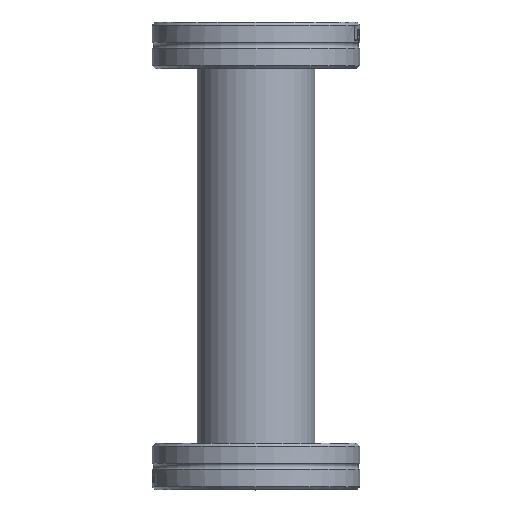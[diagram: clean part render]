
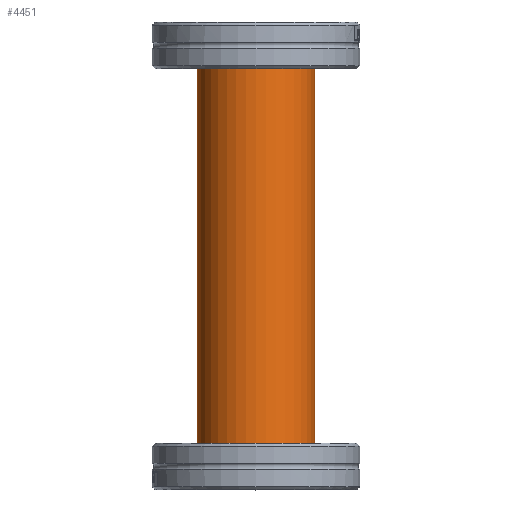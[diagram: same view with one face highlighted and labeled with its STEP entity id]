
A CAD part, top view. The second image highlights one B-rep face of the part: STEP entity #4451.
In plain terms, the highlighted cylindrical face has radius 9.55 mm (diameter 19.1 mm), a full revolution.
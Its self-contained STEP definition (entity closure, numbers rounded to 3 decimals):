
#846=CYLINDRICAL_SURFACE('',#4943,9.55);
#1053=FACE_BOUND('',#1692,.T.);
#1318=FACE_OUTER_BOUND('',#1691,.T.);
#1691=EDGE_LOOP('',(#4146));
#1692=EDGE_LOOP('',(#4147));
#1860=CIRCLE('',#4944,9.55);
#1861=CIRCLE('',#4945,9.55);
#2299=VERTEX_POINT('',#10618);
#2300=VERTEX_POINT('',#10620);
#2916=EDGE_CURVE('',#2299,#2299,#1860,.T.);
#2917=EDGE_CURVE('',#2300,#2300,#1861,.T.);
#4146=ORIENTED_EDGE('',*,*,#2916,.F.);
#4147=ORIENTED_EDGE('',*,*,#2917,.F.);
#4451=ADVANCED_FACE('',(#1318,#1053),#846,.T.);
#4943=AXIS2_PLACEMENT_3D('',#10617,#5966,#5967);
#4944=AXIS2_PLACEMENT_3D('',#10619,#5968,#5969);
#4945=AXIS2_PLACEMENT_3D('',#10621,#5970,#5971);
#5966=DIRECTION('center_axis',(0.,0.,1.));
#5967=DIRECTION('ref_axis',(-1.,0.,0.));
#5968=DIRECTION('center_axis',(0.,0.,1.));
#5969=DIRECTION('ref_axis',(-1.,0.,0.));
#5970=DIRECTION('center_axis',(0.,0.,-1.));
#5971=DIRECTION('ref_axis',(-1.,0.,0.));
#10617=CARTESIAN_POINT('Origin',(0.,0.,0.));
#10618=CARTESIAN_POINT('',(9.55,0.,67.4));
#10619=CARTESIAN_POINT('Origin',(0.,0.,67.4));
#10620=CARTESIAN_POINT('',(9.55,0.,0.));
#10621=CARTESIAN_POINT('Origin',(0.,0.,0.));
